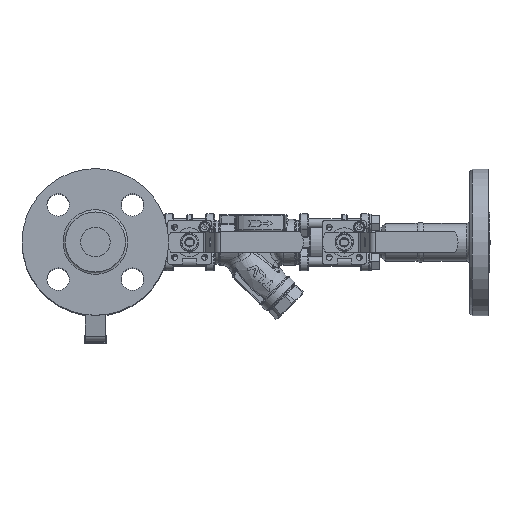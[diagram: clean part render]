
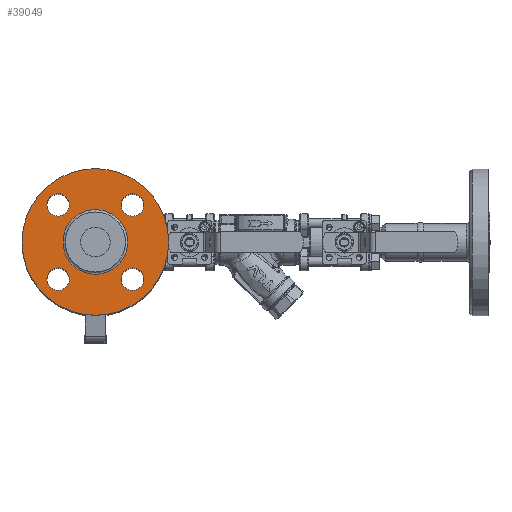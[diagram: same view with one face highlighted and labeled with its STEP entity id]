
A CAD part, top view. The second image highlights one B-rep face of the part: STEP entity #39049.
In plain terms, the highlighted planar face has unit normal (0, 0, 1).
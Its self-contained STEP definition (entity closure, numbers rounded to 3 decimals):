
#8220=FACE_BOUND('',#10930,.T.);
#8221=FACE_BOUND('',#10931,.T.);
#8222=FACE_BOUND('',#10932,.T.);
#8223=FACE_BOUND('',#10933,.T.);
#8224=FACE_BOUND('',#10934,.T.);
#8473=FACE_OUTER_BOUND('',#10929,.T.);
#10929=EDGE_LOOP('',(#26091,#26092));
#10930=EDGE_LOOP('',(#26093,#26094));
#10931=EDGE_LOOP('',(#26095,#26096));
#10932=EDGE_LOOP('',(#26097,#26098));
#10933=EDGE_LOOP('',(#26099,#26100));
#10934=EDGE_LOOP('',(#26101));
#13621=CIRCLE('',#41608,27.336);
#13625=CIRCLE('',#41613,62.);
#13626=CIRCLE('',#41614,62.);
#13627=CIRCLE('',#41615,9.5);
#13628=CIRCLE('',#41616,9.5);
#13629=CIRCLE('',#41617,9.5);
#13630=CIRCLE('',#41618,9.5);
#13631=CIRCLE('',#41619,9.5);
#13632=CIRCLE('',#41620,9.5);
#13633=CIRCLE('',#41621,9.5);
#13634=CIRCLE('',#41622,9.5);
#16051=VERTEX_POINT('',#58439);
#16054=VERTEX_POINT('',#58447);
#16055=VERTEX_POINT('',#58448);
#16056=VERTEX_POINT('',#58451);
#16057=VERTEX_POINT('',#58452);
#16058=VERTEX_POINT('',#58455);
#16059=VERTEX_POINT('',#58456);
#16060=VERTEX_POINT('',#58459);
#16061=VERTEX_POINT('',#58460);
#16062=VERTEX_POINT('',#58463);
#16063=VERTEX_POINT('',#58464);
#19846=EDGE_CURVE('',#16051,#16051,#13621,.T.);
#19850=EDGE_CURVE('',#16054,#16055,#13625,.T.);
#19851=EDGE_CURVE('',#16055,#16054,#13626,.T.);
#19852=EDGE_CURVE('',#16056,#16057,#13627,.T.);
#19853=EDGE_CURVE('',#16057,#16056,#13628,.T.);
#19854=EDGE_CURVE('',#16058,#16059,#13629,.T.);
#19855=EDGE_CURVE('',#16059,#16058,#13630,.T.);
#19856=EDGE_CURVE('',#16060,#16061,#13631,.T.);
#19857=EDGE_CURVE('',#16061,#16060,#13632,.T.);
#19858=EDGE_CURVE('',#16062,#16063,#13633,.T.);
#19859=EDGE_CURVE('',#16063,#16062,#13634,.T.);
#26091=ORIENTED_EDGE('',*,*,#19850,.F.);
#26092=ORIENTED_EDGE('',*,*,#19851,.F.);
#26093=ORIENTED_EDGE('',*,*,#19852,.T.);
#26094=ORIENTED_EDGE('',*,*,#19853,.T.);
#26095=ORIENTED_EDGE('',*,*,#19854,.T.);
#26096=ORIENTED_EDGE('',*,*,#19855,.T.);
#26097=ORIENTED_EDGE('',*,*,#19856,.T.);
#26098=ORIENTED_EDGE('',*,*,#19857,.T.);
#26099=ORIENTED_EDGE('',*,*,#19858,.T.);
#26100=ORIENTED_EDGE('',*,*,#19859,.T.);
#26101=ORIENTED_EDGE('',*,*,#19846,.F.);
#38138=PLANE('',#41612);
#39049=ADVANCED_FACE('',(#8473,#8220,#8221,#8222,#8223,#8224),#38138,.F.);
#41608=AXIS2_PLACEMENT_3D('',#58440,#46609,#46610);
#41612=AXIS2_PLACEMENT_3D('',#58446,#46617,#46618);
#41613=AXIS2_PLACEMENT_3D('',#58449,#46619,#46620);
#41614=AXIS2_PLACEMENT_3D('',#58450,#46621,#46622);
#41615=AXIS2_PLACEMENT_3D('',#58453,#46623,#46624);
#41616=AXIS2_PLACEMENT_3D('',#58454,#46625,#46626);
#41617=AXIS2_PLACEMENT_3D('',#58457,#46627,#46628);
#41618=AXIS2_PLACEMENT_3D('',#58458,#46629,#46630);
#41619=AXIS2_PLACEMENT_3D('',#58461,#46631,#46632);
#41620=AXIS2_PLACEMENT_3D('',#58462,#46633,#46634);
#41621=AXIS2_PLACEMENT_3D('',#58465,#46635,#46636);
#41622=AXIS2_PLACEMENT_3D('',#58466,#46637,#46638);
#46609=DIRECTION('center_axis',(0.,0.,
1.));
#46610=DIRECTION('ref_axis',(-1.,0.,0.));
#46617=DIRECTION('center_axis',(0.,0.,
-1.));
#46618=DIRECTION('ref_axis',(1.,0.,0.));
#46619=DIRECTION('center_axis',(0.,0.,
-1.));
#46620=DIRECTION('ref_axis',(1.,0.,0.));
#46621=DIRECTION('center_axis',(0.,0.,
-1.));
#46622=DIRECTION('ref_axis',(1.,0.,0.));
#46623=DIRECTION('center_axis',(0.,0.,
-1.));
#46624=DIRECTION('ref_axis',(-1.,0.,0.));
#46625=DIRECTION('center_axis',(0.,0.,
-1.));
#46626=DIRECTION('ref_axis',(-1.,0.,0.));
#46627=DIRECTION('center_axis',(0.,0.,
-1.));
#46628=DIRECTION('ref_axis',(0.,1.,0.));
#46629=DIRECTION('center_axis',(0.,0.,
-1.));
#46630=DIRECTION('ref_axis',(0.,1.,0.));
#46631=DIRECTION('center_axis',(0.,0.,
-1.));
#46632=DIRECTION('ref_axis',(1.,0.,0.));
#46633=DIRECTION('center_axis',(0.,0.,
-1.));
#46634=DIRECTION('ref_axis',(1.,0.,0.));
#46635=DIRECTION('center_axis',(0.,0.,
-1.));
#46636=DIRECTION('ref_axis',(0.,-1.,0.));
#46637=DIRECTION('center_axis',(0.,0.,
-1.));
#46638=DIRECTION('ref_axis',(0.,-1.,0.));
#58439=CARTESIAN_POINT('',(-277.836,-127.686,205.648));
#58440=CARTESIAN_POINT('Origin',(-305.172,-127.686,205.648));
#58446=CARTESIAN_POINT('Origin',(-305.172,-127.686,205.648));
#58447=CARTESIAN_POINT('',(-243.172,-127.686,205.648));
#58448=CARTESIAN_POINT('',(-367.172,-127.686,205.648));
#58449=CARTESIAN_POINT('Origin',(-305.172,-127.686,205.648));
#58450=CARTESIAN_POINT('Origin',(-305.172,-127.686,205.648));
#58451=CARTESIAN_POINT('',(-346.103,-159.117,205.648));
#58452=CARTESIAN_POINT('',(-327.103,-159.117,205.648));
#58453=CARTESIAN_POINT('Origin',(-336.603,-159.117,205.648));
#58454=CARTESIAN_POINT('Origin',(-336.603,-159.117,205.648));
#58455=CARTESIAN_POINT('',(-336.603,-86.756,205.648));
#58456=CARTESIAN_POINT('',(-336.603,-105.756,205.648));
#58457=CARTESIAN_POINT('Origin',(-336.603,-96.256,205.648));
#58458=CARTESIAN_POINT('Origin',(-336.603,-96.256,205.648));
#58459=CARTESIAN_POINT('',(-264.241,-96.256,205.648));
#58460=CARTESIAN_POINT('',(-283.241,-96.256,205.648));
#58461=CARTESIAN_POINT('Origin',(-273.741,-96.256,205.648));
#58462=CARTESIAN_POINT('Origin',(-273.741,-96.256,205.648));
#58463=CARTESIAN_POINT('',(-273.741,-168.617,205.648));
#58464=CARTESIAN_POINT('',(-273.741,-149.617,205.648));
#58465=CARTESIAN_POINT('Origin',(-273.741,-159.117,205.648));
#58466=CARTESIAN_POINT('Origin',(-273.741,-159.117,205.648));
